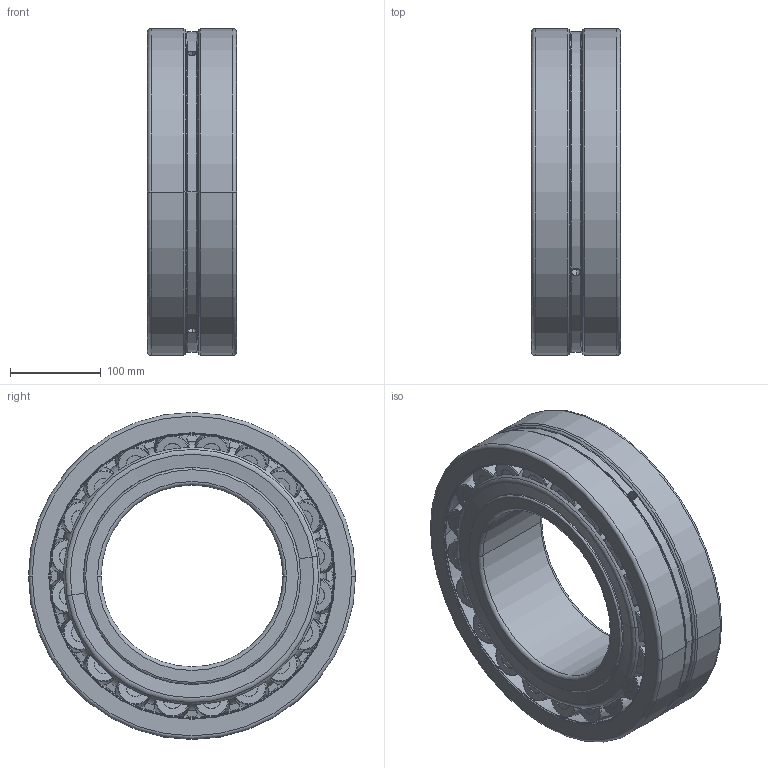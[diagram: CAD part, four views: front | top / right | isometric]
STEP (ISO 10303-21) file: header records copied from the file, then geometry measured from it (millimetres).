
FILE_DESCRIPTION(('STEP AP214'),'1');
FILE_NAME('22240-be-xl.stp','2025-09-09T19:46:30',('TraceParts'),('TraceParts S.A.'),'Spatial InterOp 3D',' ',' ');
FILE_SCHEMA(('AUTOMOTIVE_DESIGN { 1 0 10303 214 1 1 1 1 }'));
Length unit declared in the file: millimetre
Products named in the file (1): 22240-BE-XL
Bounding box: 98 x 360 x 360 mm (x, y, z)
Volume: 5407567.6 mm3; surface area: 827873.3 mm2
Topology: 5 solids, 5 shells, 1990 faces, 5664 edges, 3676 vertices
Faces by surface type: cylinder 830, plane 684, torus 208, cone 106, bspline 82, sphere 80
Entity records: 113078 total; most frequent: CARTESIAN_POINT 49743, ORIENTED_EDGE 11328, DIRECTION 8041, EDGE_CURVE 5664, VERTEX_POINT 3676, AXIS2_PLACEMENT_3D 3082, B_SPLINE_CURVE_WITH_KNOTS 2618, EDGE_LOOP 2074
